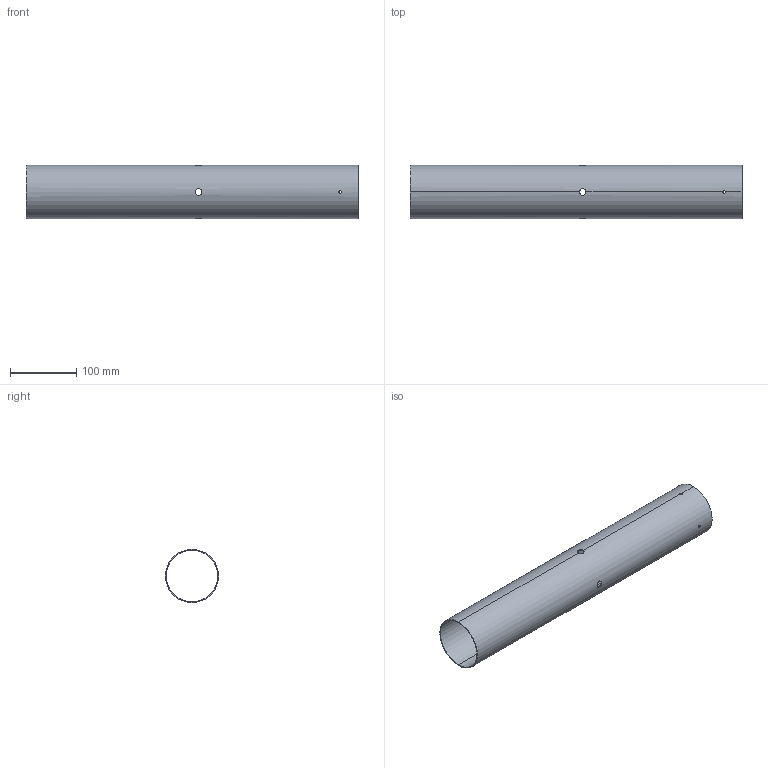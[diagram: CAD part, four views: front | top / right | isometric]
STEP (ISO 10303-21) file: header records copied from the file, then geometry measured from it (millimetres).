
FILE_DESCRIPTION (( 'STEP AP203' ), '1' );
FILE_NAME ('Cuerpo.STEP', '2025-06-13T14:53:37', ( '' ), ( '' ), 'SwSTEP 2.0', 'SolidWorks 2024', '' );
FILE_SCHEMA (( 'CONFIG_CONTROL_DESIGN' ));
Length unit declared in the file: centimetre
Products named in the file (1): Cuerpo
Bounding box: 500 x 80 x 80 mm (x, y, z)
Volume: 148096.6 mm3; surface area: 247632.9 mm2
Topology: 1 solids, 1 shells, 22 faces, 68 edges, 40 vertices
Faces by surface type: cylinder 20, plane 2
Entity records: 1829 total; most frequent: CARTESIAN_POINT 1179, ORIENTED_EDGE 136, DIRECTION 90, EDGE_CURVE 68, VERTEX_POINT 40, B_SPLINE_CURVE_WITH_KNOTS 32, EDGE_LOOP 32, AXIS2_PLACEMENT_3D 31
